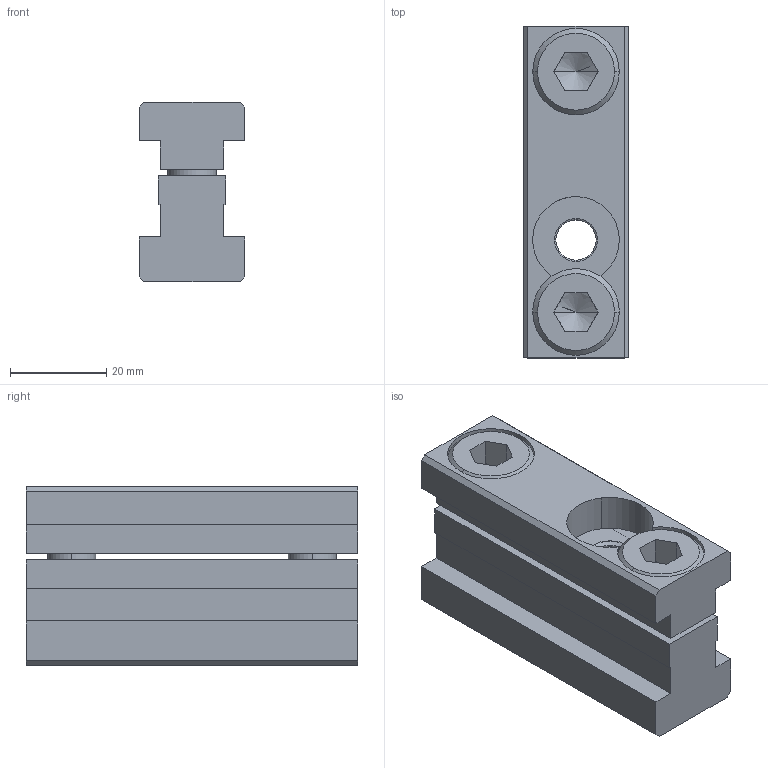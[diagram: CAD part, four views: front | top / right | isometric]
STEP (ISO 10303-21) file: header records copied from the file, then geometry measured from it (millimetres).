
FILE_DESCRIPTION(('STEP AP214'),'1');
FILE_NAME(' ',' ',('TraceParts'),('TraceParts S.A.'),'XStep 1.0',' ',' ');
FILE_SCHEMA(('automotive_design'));
Length unit declared in the file: millimetre
Products named in the file (1): 1
Bounding box: 22 x 69 x 37.3 mm (x, y, z)
Volume: 38738 mm3; surface area: 14693.7 mm2
Topology: 1 solids, 5 shells, 336 faces, 783 edges, 452 vertices
Faces by surface type: cone 118, torus 108, cylinder 66, plane 44
Entity records: 18428 total; most frequent: DIRECTION 1927, CARTESIAN_POINT 1592, STYLED_ITEM 1568, PRESENTATION_STYLE_ASSIGNMENT 1568, COLOUR_RGB 1568, ORIENTED_EDGE 1558, AXIS2_PLACEMENT_3D 823, EDGE_CURVE 779
